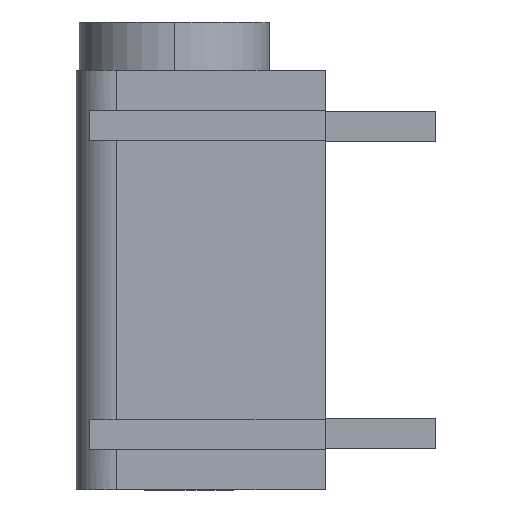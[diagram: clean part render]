
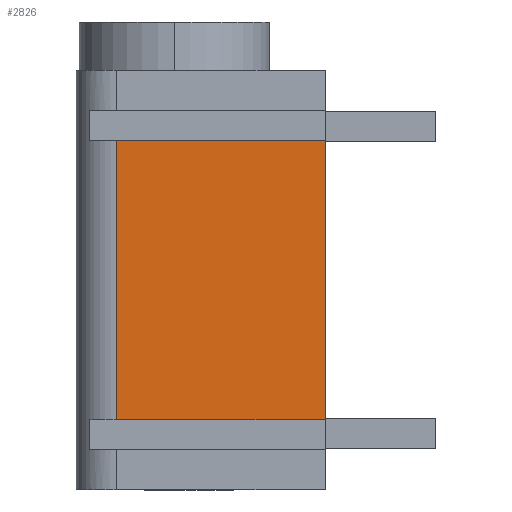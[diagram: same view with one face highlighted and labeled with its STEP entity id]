
A CAD part, left-side view. The second image highlights one B-rep face of the part: STEP entity #2826.
In plain terms, the highlighted planar face has unit normal (-1, 0, 0).
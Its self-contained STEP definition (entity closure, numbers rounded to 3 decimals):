
#1 = EDGE_LOOP ( 'NONE', ( #774, #2616, #2776, #1425 ) ) ;
#79 = EDGE_CURVE ( 'NONE', #910, #892, #3310, .T. ) ;
#85 = CARTESIAN_POINT ( 'NONE',  ( 0., 0., 20.9 ) ) ;
#154 = CARTESIAN_POINT ( 'NONE',  ( 0., 12.4, 17.4 ) ) ;
#253 = DIRECTION ( 'NONE',  ( 0., 1., 0. ) ) ;
#263 = DIRECTION ( 'NONE',  ( 0., 0., 1. ) ) ;
#287 = VECTOR ( 'NONE', #3254, 1000. ) ;
#668 = DIRECTION ( 'NONE',  ( 0., 0., -1. ) ) ;
#774 = ORIENTED_EDGE ( 'NONE', *, *, #3286, .T. ) ;
#792 = DIRECTION ( 'NONE',  ( 0., 1., 0. ) ) ;
#892 = VERTEX_POINT ( 'NONE', #2896 ) ;
#894 = LINE ( 'NONE', #2455, #3578 ) ;
#910 = VERTEX_POINT ( 'NONE', #2565 ) ;
#918 = LINE ( 'NONE', #3267, #287 ) ;
#1140 = CARTESIAN_POINT ( 'NONE',  ( 0., 0., 3.5 ) ) ;
#1149 = AXIS2_PLACEMENT_3D ( 'NONE', #85, #2345, #668 ) ;
#1164 = EDGE_CURVE ( 'NONE', #1814, #2863, #918, .T. ) ;
#1425 = ORIENTED_EDGE ( 'NONE', *, *, #79, .T. ) ;
#1606 = CARTESIAN_POINT ( 'NONE',  ( 0., 12.4, 3.5 ) ) ;
#1765 = PLANE ( 'NONE',  #1149 ) ;
#1814 = VERTEX_POINT ( 'NONE', #154 ) ;
#2336 = FACE_OUTER_BOUND ( 'NONE', #1, .T. ) ;
#2345 = DIRECTION ( 'NONE',  ( 1., 0., 0. ) ) ;
#2413 = VECTOR ( 'NONE', #253, 1000. ) ;
#2455 = CARTESIAN_POINT ( 'NONE',  ( 0., 0., 17.4 ) ) ;
#2565 = CARTESIAN_POINT ( 'NONE',  ( 0., 2., 3.5 ) ) ;
#2616 = ORIENTED_EDGE ( 'NONE', *, *, #1164, .T. ) ;
#2776 = ORIENTED_EDGE ( 'NONE', *, *, #3359, .F. ) ;
#2798 = VECTOR ( 'NONE', #263, 1000. ) ;
#2826 = ADVANCED_FACE ( 'NONE', ( #2336 ), #1765, .F. ) ;
#2863 = VERTEX_POINT ( 'NONE', #1606 ) ;
#2896 = CARTESIAN_POINT ( 'NONE',  ( 0., 2., 17.4 ) ) ;
#3254 = DIRECTION ( 'NONE',  ( 0., 0., -1. ) ) ;
#3267 = CARTESIAN_POINT ( 'NONE',  ( 0., 12.4, 20.9 ) ) ;
#3286 = EDGE_CURVE ( 'NONE', #892, #1814, #894, .T. ) ;
#3310 = LINE ( 'NONE', #3405, #2798 ) ;
#3359 = EDGE_CURVE ( 'NONE', #910, #2863, #3380, .T. ) ;
#3380 = LINE ( 'NONE', #1140, #2413 ) ;
#3405 = CARTESIAN_POINT ( 'NONE',  ( 0., 2., 20.9 ) ) ;
#3578 = VECTOR ( 'NONE', #792, 1000. ) ;
